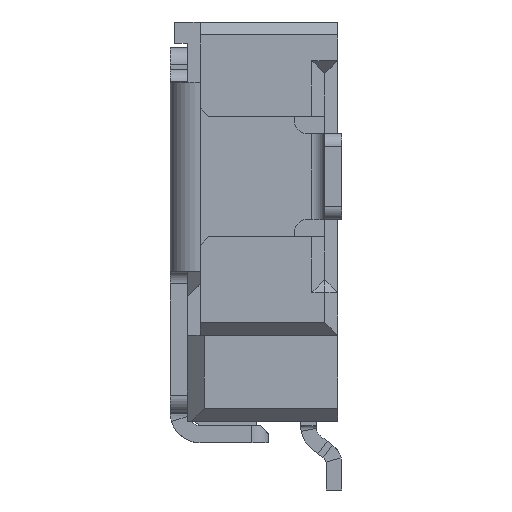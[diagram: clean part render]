
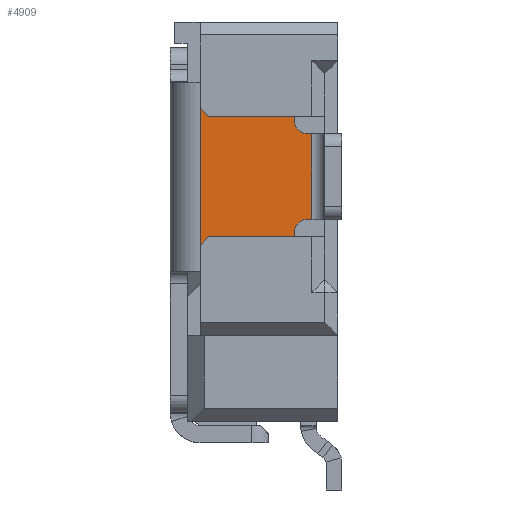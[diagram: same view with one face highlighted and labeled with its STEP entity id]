
A CAD part, left-side view. The second image highlights one B-rep face of the part: STEP entity #4909.
In plain terms, the highlighted planar face has unit normal (-1, 0, 0).
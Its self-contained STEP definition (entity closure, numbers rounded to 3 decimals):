
#892 = EDGE_LOOP ( 'NONE', ( #4115, #4116, #4117, #4118, #4119, #4120, #4121, #4122, #4123, #4124, #4125, #4126, #4127, #4128 ) ) ;
#1874 = VERTEX_POINT ( 'NONE', #3323 ) ;
#1875 = VERTEX_POINT ( 'NONE', #3324 ) ;
#2047 = VERTEX_POINT ( 'NONE', #10558 ) ;
#2058 = VERTEX_POINT ( 'NONE', #10569 ) ;
#2198 = VERTEX_POINT ( 'NONE', #10709 ) ;
#2210 = VERTEX_POINT ( 'NONE', #10721 ) ;
#2213 = VERTEX_POINT ( 'NONE', #10724 ) ;
#2290 = VERTEX_POINT ( 'NONE', #10801 ) ;
#2384 = VERTEX_POINT ( 'NONE', #10895 ) ;
#2385 = VERTEX_POINT ( 'NONE', #10896 ) ;
#3214 = VERTEX_POINT ( 'NONE', #11725 ) ;
#3220 = VERTEX_POINT ( 'NONE', #11731 ) ;
#3221 = VERTEX_POINT ( 'NONE', #11732 ) ;
#3229 = VERTEX_POINT ( 'NONE', #11740 ) ;
#3323 = CARTESIAN_POINT ( 'NONE',  ( -5.65, 0.3, 2.35 ) ) ;
#3324 = CARTESIAN_POINT ( 'NONE',  ( -5.65, 0.353, 2.35 ) ) ;
#4115 = ORIENTED_EDGE ( 'NONE', *, *, #24013, .F. ) ;
#4116 = ORIENTED_EDGE ( 'NONE', *, *, #23994, .T. ) ;
#4117 = ORIENTED_EDGE ( 'NONE', *, *, #23407, .T. ) ;
#4118 = ORIENTED_EDGE ( 'NONE', *, *, #24015, .F. ) ;
#4119 = ORIENTED_EDGE ( 'NONE', *, *, #23421, .T. ) ;
#4120 = ORIENTED_EDGE ( 'NONE', *, *, #23606, .T. ) ;
#4121 = ORIENTED_EDGE ( 'NONE', *, *, #23965, .F. ) ;
#4122 = ORIENTED_EDGE ( 'NONE', *, *, #23340, .T. ) ;
#4123 = ORIENTED_EDGE ( 'NONE', *, *, #23318, .T. ) ;
#4124 = ORIENTED_EDGE ( 'NONE', *, *, #22850, .T. ) ;
#4125 = ORIENTED_EDGE ( 'NONE', *, *, #23327, .T. ) ;
#4126 = ORIENTED_EDGE ( 'NONE', *, *, #22838, .T. ) ;
#4127 = ORIENTED_EDGE ( 'NONE', *, *, #23310, .T. ) ;
#4128 = ORIENTED_EDGE ( 'NONE', *, *, #24007, .T. ) ;
#4909 = ADVANCED_FACE ( 'NONE', ( #9357 ), #11941, .F. ) ;
#9357 = FACE_OUTER_BOUND ( 'NONE', #892, .T. ) ;
#9738 = AXIS2_PLACEMENT_3D ( 'NONE', #11944, #11950, #11951 ) ;
#10558 = CARTESIAN_POINT ( 'NONE',  ( -5.65, 0.353, 3.35 ) ) ;
#10569 = CARTESIAN_POINT ( 'NONE',  ( -5.65, 0.3, 3.35 ) ) ;
#10709 = CARTESIAN_POINT ( 'NONE',  ( -5.65, 0.503, 2.2 ) ) ;
#10721 = CARTESIAN_POINT ( 'NONE',  ( -5.65, 0.503, 2.15 ) ) ;
#10724 = CARTESIAN_POINT ( 'NONE',  ( -5.65, 0.503, 3.5 ) ) ;
#10801 = CARTESIAN_POINT ( 'NONE',  ( -5.65, 1.5, 2.15 ) ) ;
#10895 = CARTESIAN_POINT ( 'NONE',  ( -5.65, 0.503, 3.55 ) ) ;
#10896 = CARTESIAN_POINT ( 'NONE',  ( -5.65, 1.5, 3.55 ) ) ;
#11725 = CARTESIAN_POINT ( 'NONE',  ( -5.65, 1.6, 1.75 ) ) ;
#11731 = CARTESIAN_POINT ( 'NONE',  ( -5.65, 1.5, 1.75 ) ) ;
#11732 = CARTESIAN_POINT ( 'NONE',  ( -5.65, 1.5, 3.95 ) ) ;
#11740 = CARTESIAN_POINT ( 'NONE',  ( -5.65, 1.6, 3.95 ) ) ;
#11941 = PLANE ( 'NONE',  #9738 ) ;
#11944 = CARTESIAN_POINT ( 'NONE',  ( -5.65, 2.293, 0.3 ) ) ;
#11950 = DIRECTION ( 'NONE',  ( 1., 0., 0. ) ) ;
#11951 = DIRECTION ( 'NONE',  ( 0., 0., -1. ) ) ;
#21843 = LINE ( 'NONE', #23337, #21844 ) ;
#21844 = VECTOR ( 'NONE', #23339, 1000. ) ;
#21857 = VECTOR ( 'NONE', #23372, 1000. ) ;
#21863 = LINE ( 'NONE', #23371, #21857 ) ;
#22188 = CIRCLE ( 'NONE', #22408, 0.15 ) ;
#22191 = VECTOR ( 'NONE', #24376, 1000. ) ;
#22193 = CIRCLE ( 'NONE', #22409, 0.15 ) ;
#22195 = LINE ( 'NONE', #24375, #22191 ) ;
#22196 = LINE ( 'NONE', #24391, #22208 ) ;
#22208 = VECTOR ( 'NONE', #24394, 1000. ) ;
#22242 = VECTOR ( 'NONE', #24486, 1000. ) ;
#22244 = LINE ( 'NONE', #24485, #22242 ) ;
#22254 = LINE ( 'NONE', #24501, #22256 ) ;
#22256 = VECTOR ( 'NONE', #24502, 1000. ) ;
#22408 = AXIS2_PLACEMENT_3D ( 'NONE', #24353, #24356, #24357 ) ;
#22409 = AXIS2_PLACEMENT_3D ( 'NONE', #24362, #24367, #24368 ) ;
#22838 = EDGE_CURVE ( 'NONE', #2058, #2047, #21843, .T. ) ;
#22850 = EDGE_CURVE ( 'NONE', #1875, #1874, #21863, .T. ) ;
#23310 = EDGE_CURVE ( 'NONE', #2047, #2213, #22188, .T. ) ;
#23318 = EDGE_CURVE ( 'NONE', #2198, #1875, #22193, .T. ) ;
#23327 = EDGE_CURVE ( 'NONE', #1874, #2058, #22195, .T. ) ;
#23337 = CARTESIAN_POINT ( 'NONE',  ( -5.65, 0.353, 3.35 ) ) ;
#23339 = DIRECTION ( 'NONE',  ( 0., 1., 0. ) ) ;
#23340 = EDGE_CURVE ( 'NONE', #2210, #2198, #22196, .T. ) ;
#23371 = CARTESIAN_POINT ( 'NONE',  ( -5.65, 0.353, 2.35 ) ) ;
#23372 = DIRECTION ( 'NONE',  ( 0., -1., 0. ) ) ;
#23407 = EDGE_CURVE ( 'NONE', #3221, #3229, #22244, .T. ) ;
#23421 = EDGE_CURVE ( 'NONE', #3214, #3220, #22254, .T. ) ;
#23606 = EDGE_CURVE ( 'NONE', #3220, #2290, #24997, .T. ) ;
#23965 = EDGE_CURVE ( 'NONE', #2210, #2290, #25303, .T. ) ;
#23994 = EDGE_CURVE ( 'NONE', #2385, #3221, #25337, .T. ) ;
#24007 = EDGE_CURVE ( 'NONE', #2213, #2384, #25351, .T. ) ;
#24013 = EDGE_CURVE ( 'NONE', #2385, #2384, #25357, .T. ) ;
#24015 = EDGE_CURVE ( 'NONE', #3214, #3229, #25359, .T. ) ;
#24353 = CARTESIAN_POINT ( 'NONE',  ( -5.65, 0.353, 3.5 ) ) ;
#24356 = DIRECTION ( 'NONE',  ( 1., 0., 0. ) ) ;
#24357 = DIRECTION ( 'NONE',  ( 0., 0., 1. ) ) ;
#24362 = CARTESIAN_POINT ( 'NONE',  ( -5.65, 0.353, 2.2 ) ) ;
#24367 = DIRECTION ( 'NONE',  ( 1., 0., 0. ) ) ;
#24368 = DIRECTION ( 'NONE',  ( 0., 0., 1. ) ) ;
#24375 = CARTESIAN_POINT ( 'NONE',  ( -5.65, 0.3, 0.3 ) ) ;
#24376 = DIRECTION ( 'NONE',  ( 0., 0., 1. ) ) ;
#24391 = CARTESIAN_POINT ( 'NONE',  ( -5.65, 0.503, 1.875 ) ) ;
#24394 = DIRECTION ( 'NONE',  ( 0., 0., 1. ) ) ;
#24485 = CARTESIAN_POINT ( 'NONE',  ( -5.65, 1.943, 3.95 ) ) ;
#24486 = DIRECTION ( 'NONE',  ( 0., 1., 0. ) ) ;
#24501 = CARTESIAN_POINT ( 'NONE',  ( -5.65, 1.943, 1.75 ) ) ;
#24502 = DIRECTION ( 'NONE',  ( 0., -1., 0. ) ) ;
#24997 = LINE ( 'NONE', #25917, #24998 ) ;
#24998 = VECTOR ( 'NONE', #25918, 1000. ) ;
#25303 = LINE ( 'NONE', #26338, #25309 ) ;
#25309 = VECTOR ( 'NONE', #26352, 1000. ) ;
#25337 = LINE ( 'NONE', #26379, #25338 ) ;
#25338 = VECTOR ( 'NONE', #26380, 1000. ) ;
#25351 = LINE ( 'NONE', #26393, #25352 ) ;
#25352 = VECTOR ( 'NONE', #26394, 1000. ) ;
#25357 = LINE ( 'NONE', #26399, #25358 ) ;
#25358 = VECTOR ( 'NONE', #26400, 1000. ) ;
#25359 = LINE ( 'NONE', #26401, #25360 ) ;
#25360 = VECTOR ( 'NONE', #26402, 1000. ) ;
#25917 = CARTESIAN_POINT ( 'NONE',  ( -5.65, 1.5, 0.3 ) ) ;
#25918 = DIRECTION ( 'NONE',  ( 0., 0., 1. ) ) ;
#26338 = CARTESIAN_POINT ( 'NONE',  ( -5.65, 2.293, 2.15 ) ) ;
#26352 = DIRECTION ( 'NONE',  ( 0., 1., 0. ) ) ;
#26379 = CARTESIAN_POINT ( 'NONE',  ( -5.65, 1.5, 0.3 ) ) ;
#26380 = DIRECTION ( 'NONE',  ( 0., 0., 1. ) ) ;
#26393 = CARTESIAN_POINT ( 'NONE',  ( -5.65, 0.503, 3.825 ) ) ;
#26394 = DIRECTION ( 'NONE',  ( 0., 0., 1. ) ) ;
#26399 = CARTESIAN_POINT ( 'NONE',  ( -5.65, 2.293, 3.55 ) ) ;
#26400 = DIRECTION ( 'NONE',  ( 0., -1., 0. ) ) ;
#26401 = CARTESIAN_POINT ( 'NONE',  ( -5.65, 1.6, 0.3 ) ) ;
#26402 = DIRECTION ( 'NONE',  ( 0., 0., 1. ) ) ;
